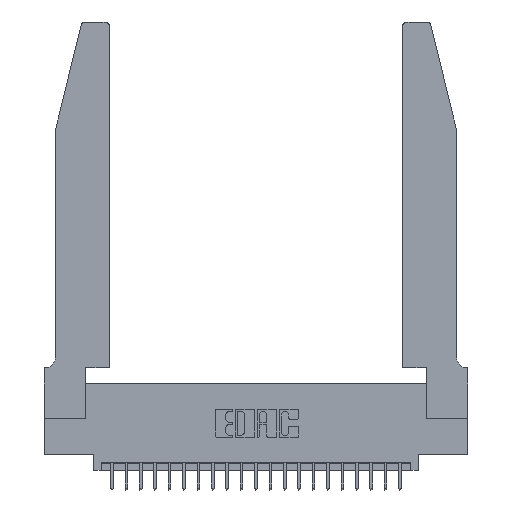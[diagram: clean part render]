
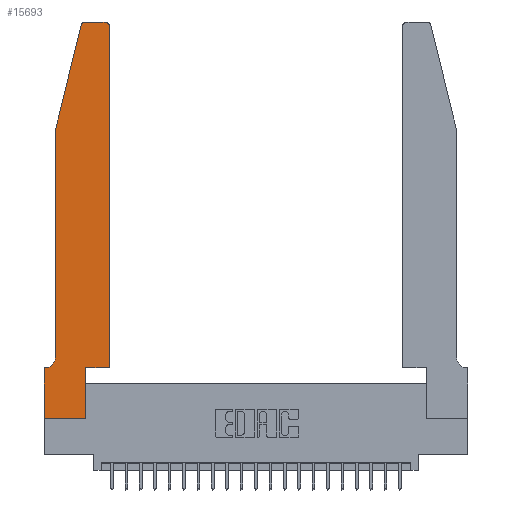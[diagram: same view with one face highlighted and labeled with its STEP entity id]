
A CAD part, top view. The second image highlights one B-rep face of the part: STEP entity #15693.
In plain terms, the highlighted planar face has unit normal (0, 0, 1).
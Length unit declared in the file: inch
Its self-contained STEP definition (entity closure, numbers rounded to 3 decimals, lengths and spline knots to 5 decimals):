
#88 = CARTESIAN_POINT ( 'NONE',  ( 0.0755, 2., 0.37 ) ) ;
#134 = CARTESIAN_POINT ( 'NONE',  ( 0.2865, 0.35, 0.37 ) ) ;
#161 = CARTESIAN_POINT ( 'NONE',  ( 0.0055, 0.35, 0.37 ) ) ;
#313 = VERTEX_POINT ( 'NONE', #11804 ) ;
#324 = CARTESIAN_POINT ( 'NONE',  ( 0.0055, 0.42, 0.37 ) ) ;
#349 = DIRECTION ( 'NONE',  ( 1., 0., 0. ) ) ;
#488 = VERTEX_POINT ( 'NONE', #10832 ) ;
#643 = AXIS2_PLACEMENT_3D ( 'NONE', #8733, #4944, #14215 ) ;
#1261 = AXIS2_PLACEMENT_3D ( 'NONE', #10962, #12764, #11079 ) ;
#1340 = LINE ( 'NONE', #24188, #2484 ) ;
#1952 = CIRCLE ( 'NONE', #10545, 0.03 ) ;
#1980 = DIRECTION ( 'NONE',  ( 0., 0., 1. ) ) ;
#2116 = EDGE_CURVE ( 'NONE', #8556, #313, #2810, .T. ) ;
#2196 = CARTESIAN_POINT ( 'NONE',  ( 0., 0., 0.37 ) ) ;
#2484 = VECTOR ( 'NONE', #9321, 39.37008 ) ;
#2810 = LINE ( 'NONE', #4526, #6715 ) ;
#3242 = CIRCLE ( 'NONE', #1261, 0.03 ) ;
#3923 = DIRECTION ( 'NONE',  ( -1., 0., 0. ) ) ;
#4187 = VERTEX_POINT ( 'NONE', #161 ) ;
#4270 = DIRECTION ( 'NONE',  ( 0., 1., 0. ) ) ;
#4400 = DIRECTION ( 'NONE',  ( 0., -1., 0. ) ) ;
#4489 = DIRECTION ( 'NONE',  ( 0., -1., 0. ) ) ;
#4499 = VERTEX_POINT ( 'NONE', #21401 ) ;
#4510 = LINE ( 'NONE', #6335, #11018 ) ;
#4526 = CARTESIAN_POINT ( 'NONE',  ( 0.0755, 2., 0.37 ) ) ;
#4708 = EDGE_CURVE ( 'NONE', #4187, #24272, #5544, .T. ) ;
#4944 = DIRECTION ( 'NONE',  ( 0., 0., 1. ) ) ;
#5003 = VECTOR ( 'NONE', #13623, 39.37008 ) ;
#5067 = FACE_OUTER_BOUND ( 'NONE', #9742, .T. ) ;
#5544 = LINE ( 'NONE', #10825, #10213 ) ;
#5814 = CARTESIAN_POINT ( 'NONE',  ( 0.25487, 2.72718, 0.37 ) ) ;
#5879 = EDGE_CURVE ( 'NONE', #4499, #19635, #16943, .T. ) ;
#6177 = LINE ( 'NONE', #17315, #5003 ) ;
#6335 = CARTESIAN_POINT ( 'NONE',  ( 0.4505, 0.35, 0.37 ) ) ;
#6357 = CIRCLE ( 'NONE', #17728, 0.07 ) ;
#6516 = PLANE ( 'NONE',  #643 ) ;
#6715 = VECTOR ( 'NONE', #4400, 39.37008 ) ;
#6953 = VERTEX_POINT ( 'NONE', #21872 ) ;
#7073 = ORIENTED_EDGE ( 'NONE', *, *, #22380, .T. ) ;
#7815 = ORIENTED_EDGE ( 'NONE', *, *, #19040, .T. ) ;
#7908 = VERTEX_POINT ( 'NONE', #5814 ) ;
#8551 = ORIENTED_EDGE ( 'NONE', *, *, #14293, .T. ) ;
#8556 = VERTEX_POINT ( 'NONE', #88 ) ;
#8733 = CARTESIAN_POINT ( 'NONE',  ( 0., 0.35, 0.37 ) ) ;
#9321 = DIRECTION ( 'NONE',  ( 1., 0., 0. ) ) ;
#9630 = ORIENTED_EDGE ( 'NONE', *, *, #21704, .T. ) ;
#9665 = EDGE_CURVE ( 'NONE', #19635, #15527, #1340, .T. ) ;
#9722 = DIRECTION ( 'NONE',  ( 0., 1., 0. ) ) ;
#9742 = EDGE_LOOP ( 'NONE', ( #8551, #16316, #7073, #17106, #9630, #16639, #20229, #7815, #19378, #14197, #16736, #22107 ) ) ;
#10213 = VECTOR ( 'NONE', #18428, 39.37008 ) ;
#10545 = AXIS2_PLACEMENT_3D ( 'NONE', #22476, #1980, #349 ) ;
#10825 = CARTESIAN_POINT ( 'NONE',  ( 0.0755, 0.35, 0.37 ) ) ;
#10832 = CARTESIAN_POINT ( 'NONE',  ( 0.4505, 2.72, 0.37 ) ) ;
#10962 = CARTESIAN_POINT ( 'NONE',  ( 0.284, 2.72, 0.37 ) ) ;
#11018 = VECTOR ( 'NONE', #4270, 39.37008 ) ;
#11079 = DIRECTION ( 'NONE',  ( 1., 0., 0. ) ) ;
#11804 = CARTESIAN_POINT ( 'NONE',  ( 0.0755, 0.42, 0.37 ) ) ;
#12373 = CARTESIAN_POINT ( 'NONE',  ( 0.2865, 0.35, 0.37 ) ) ;
#12543 = VERTEX_POINT ( 'NONE', #13693 ) ;
#12764 = DIRECTION ( 'NONE',  ( 0., 0., 1. ) ) ;
#13313 = DIRECTION ( 'NONE',  ( 1., 0., 0. ) ) ;
#13623 = DIRECTION ( 'NONE',  ( -1., 0., 0. ) ) ;
#13693 = CARTESIAN_POINT ( 'NONE',  ( 0., 0., 0.37 ) ) ;
#13774 = LINE ( 'NONE', #19448, #14585 ) ;
#14197 = ORIENTED_EDGE ( 'NONE', *, *, #9665, .T. ) ;
#14215 = DIRECTION ( 'NONE',  ( 1., 0., 0. ) ) ;
#14293 = EDGE_CURVE ( 'NONE', #6953, #23831, #6177, .T. ) ;
#14585 = VECTOR ( 'NONE', #4489, 39.37008 ) ;
#15047 = DIRECTION ( 'NONE',  ( 0., 0., -1. ) ) ;
#15527 = VERTEX_POINT ( 'NONE', #18699 ) ;
#15693 = ADVANCED_FACE ( 'NONE', ( #5067 ), #6516, .T. ) ;
#16170 = LINE ( 'NONE', #17783, #21694 ) ;
#16316 = ORIENTED_EDGE ( 'NONE', *, *, #21301, .T. ) ;
#16639 = ORIENTED_EDGE ( 'NONE', *, *, #4708, .T. ) ;
#16736 = ORIENTED_EDGE ( 'NONE', *, *, #20594, .T. ) ;
#16943 = LINE ( 'NONE', #134, #18864 ) ;
#17106 = ORIENTED_EDGE ( 'NONE', *, *, #2116, .T. ) ;
#17315 = CARTESIAN_POINT ( 'NONE',  ( 0.2605, 2.75, 0.37 ) ) ;
#17603 = VECTOR ( 'NONE', #13313, 39.37008 ) ;
#17728 = AXIS2_PLACEMENT_3D ( 'NONE', #324, #15047, #3923 ) ;
#17783 = CARTESIAN_POINT ( 'NONE',  ( 0.0755, 2., 0.37 ) ) ;
#18428 = DIRECTION ( 'NONE',  ( -1., 0., 0. ) ) ;
#18647 = EDGE_CURVE ( 'NONE', #488, #6953, #1952, .T. ) ;
#18699 = CARTESIAN_POINT ( 'NONE',  ( 0.4505, 0.35, 0.37 ) ) ;
#18864 = VECTOR ( 'NONE', #9722, 39.37008 ) ;
#19040 = EDGE_CURVE ( 'NONE', #12543, #4499, #22803, .T. ) ;
#19378 = ORIENTED_EDGE ( 'NONE', *, *, #5879, .T. ) ;
#19448 = CARTESIAN_POINT ( 'NONE',  ( 0., 0., 0.37 ) ) ;
#19635 = VERTEX_POINT ( 'NONE', #12373 ) ;
#19741 = DIRECTION ( 'NONE',  ( -0.239, -0.971, 0. ) ) ;
#20229 = ORIENTED_EDGE ( 'NONE', *, *, #22211, .T. ) ;
#20594 = EDGE_CURVE ( 'NONE', #15527, #488, #4510, .T. ) ;
#20963 = CARTESIAN_POINT ( 'NONE',  ( 0., 0.35, 0.37 ) ) ;
#20991 = CARTESIAN_POINT ( 'NONE',  ( 0.284, 2.75, 0.37 ) ) ;
#21301 = EDGE_CURVE ( 'NONE', #23831, #7908, #3242, .T. ) ;
#21401 = CARTESIAN_POINT ( 'NONE',  ( 0.2865, 0., 0.37 ) ) ;
#21694 = VECTOR ( 'NONE', #19741, 39.37008 ) ;
#21704 = EDGE_CURVE ( 'NONE', #313, #4187, #6357, .T. ) ;
#21872 = CARTESIAN_POINT ( 'NONE',  ( 0.4205, 2.75, 0.37 ) ) ;
#22107 = ORIENTED_EDGE ( 'NONE', *, *, #18647, .T. ) ;
#22211 = EDGE_CURVE ( 'NONE', #24272, #12543, #13774, .T. ) ;
#22380 = EDGE_CURVE ( 'NONE', #7908, #8556, #16170, .T. ) ;
#22476 = CARTESIAN_POINT ( 'NONE',  ( 0.4205, 2.72, 0.37 ) ) ;
#22803 = LINE ( 'NONE', #2196, #17603 ) ;
#23831 = VERTEX_POINT ( 'NONE', #20991 ) ;
#24188 = CARTESIAN_POINT ( 'NONE',  ( 0.4505, 0.35, 0.37 ) ) ;
#24272 = VERTEX_POINT ( 'NONE', #20963 ) ;
